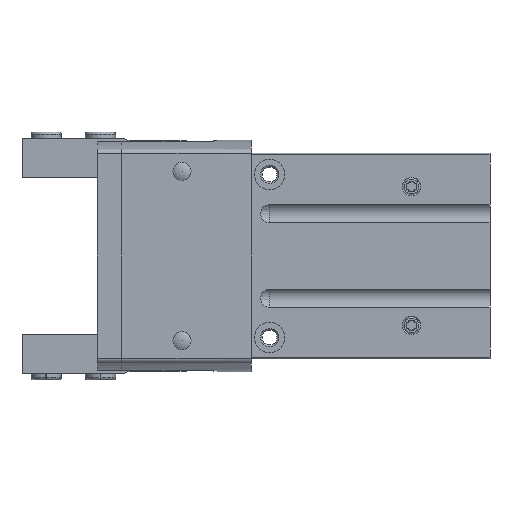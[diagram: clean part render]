
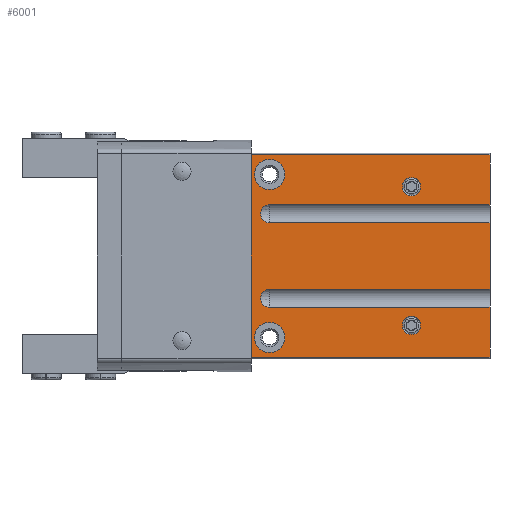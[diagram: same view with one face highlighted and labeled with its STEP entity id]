
A CAD part, left-side view. The second image highlights one B-rep face of the part: STEP entity #6001.
In plain terms, the highlighted planar face has unit normal (-1, 0, 0).
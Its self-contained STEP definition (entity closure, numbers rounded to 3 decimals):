
#189=PLANE('',#6529);
#378=LINE('',#9199,#854);
#385=LINE('',#9215,#861);
#403=LINE('',#9263,#879);
#445=LINE('',#9392,#921);
#447=LINE('',#9408,#923);
#448=LINE('',#9412,#924);
#449=LINE('',#9413,#925);
#450=LINE('',#9417,#926);
#451=LINE('',#9418,#927);
#452=LINE('',#9420,#928);
#854=VECTOR('',#7242,1000.);
#861=VECTOR('',#7251,1000.);
#879=VECTOR('',#7281,1000.);
#921=VECTOR('',#7395,1000.);
#923=VECTOR('',#7411,1000.);
#924=VECTOR('',#7414,1000.);
#925=VECTOR('',#7415,1000.);
#926=VECTOR('',#7418,1000.);
#927=VECTOR('',#7419,1000.);
#928=VECTOR('',#7420,1000.);
#1454=ORIENTED_EDGE('',*,*,#3093,.T.);
#1455=ORIENTED_EDGE('',*,*,#3094,.T.);
#1456=ORIENTED_EDGE('',*,*,#3095,.T.);
#1457=ORIENTED_EDGE('',*,*,#3096,.T.);
#1458=ORIENTED_EDGE('',*,*,#3001,.T.);
#1459=ORIENTED_EDGE('',*,*,#3097,.T.);
#1460=ORIENTED_EDGE('',*,*,#3098,.T.);
#1461=ORIENTED_EDGE('',*,*,#3099,.T.);
#1462=ORIENTED_EDGE('',*,*,#2993,.T.);
#1463=ORIENTED_EDGE('',*,*,#3100,.T.);
#1464=ORIENTED_EDGE('',*,*,#3101,.T.);
#1465=ORIENTED_EDGE('',*,*,#3102,.T.);
#1466=ORIENTED_EDGE('',*,*,#3025,.T.);
#1467=ORIENTED_EDGE('',*,*,#3103,.F.);
#1468=ORIENTED_EDGE('',*,*,#3104,.F.);
#1469=ORIENTED_EDGE('',*,*,#3089,.T.);
#2993=EDGE_CURVE('',#3820,#3819,#378,.T.);
#3001=EDGE_CURVE('',#3828,#3827,#385,.T.);
#3025=EDGE_CURVE('',#3852,#3851,#403,.T.);
#3089=EDGE_CURVE('',#3903,#3828,#445,.T.);
#3093=EDGE_CURVE('',#3906,#3906,#4438,.T.);
#3094=EDGE_CURVE('',#3907,#3907,#4439,.T.);
#3095=EDGE_CURVE('',#3908,#3908,#4440,.T.);
#3096=EDGE_CURVE('',#3909,#3909,#4441,.T.);
#3097=EDGE_CURVE('',#3827,#3910,#447,.T.);
#3098=EDGE_CURVE('',#3910,#3911,#4442,.T.);
#3099=EDGE_CURVE('',#3911,#3820,#448,.T.);
#3100=EDGE_CURVE('',#3819,#3912,#449,.T.);
#3101=EDGE_CURVE('',#3912,#3913,#4443,.T.);
#3102=EDGE_CURVE('',#3913,#3852,#450,.T.);
#3103=EDGE_CURVE('',#3914,#3851,#451,.T.);
#3104=EDGE_CURVE('',#3903,#3914,#452,.T.);
#3819=VERTEX_POINT('',#9198);
#3820=VERTEX_POINT('',#9200);
#3827=VERTEX_POINT('',#9214);
#3828=VERTEX_POINT('',#9216);
#3851=VERTEX_POINT('',#9262);
#3852=VERTEX_POINT('',#9264);
#3903=VERTEX_POINT('',#9393);
#3906=VERTEX_POINT('',#9401);
#3907=VERTEX_POINT('',#9403);
#3908=VERTEX_POINT('',#9405);
#3909=VERTEX_POINT('',#9407);
#3910=VERTEX_POINT('',#9409);
#3911=VERTEX_POINT('',#9411);
#3912=VERTEX_POINT('',#9414);
#3913=VERTEX_POINT('',#9416);
#3914=VERTEX_POINT('',#9419);
#4438=CIRCLE('',#6530,1.5);
#4439=CIRCLE('',#6531,1.5);
#4440=CIRCLE('',#6532,2.5);
#4441=CIRCLE('',#6533,2.5);
#4442=CIRCLE('',#6534,1.5);
#4443=CIRCLE('',#6535,1.5);
#4754=EDGE_LOOP('',(#1454));
#4755=EDGE_LOOP('',(#1455));
#4756=EDGE_LOOP('',(#1456));
#4757=EDGE_LOOP('',(#1457));
#4758=EDGE_LOOP('',(#1458,#1459,#1460,#1461,#1462,#1463,#1464,#1465,#1466,
#1467,#1468,#1469));
#5312=FACE_BOUND('',#4754,.T.);
#5313=FACE_BOUND('',#4755,.T.);
#5314=FACE_BOUND('',#4756,.T.);
#5315=FACE_BOUND('',#4757,.T.);
#5316=FACE_BOUND('',#4758,.T.);
#6001=ADVANCED_FACE('',(#5312,#5313,#5314,#5315,#5316),#189,.F.);
#6529=AXIS2_PLACEMENT_3D('',#9399,#7401,#7402);
#6530=AXIS2_PLACEMENT_3D('',#9400,#7403,#7404);
#6531=AXIS2_PLACEMENT_3D('',#9402,#7405,#7406);
#6532=AXIS2_PLACEMENT_3D('',#9404,#7407,#7408);
#6533=AXIS2_PLACEMENT_3D('',#9406,#7409,#7410);
#6534=AXIS2_PLACEMENT_3D('',#9410,#7412,#7413);
#6535=AXIS2_PLACEMENT_3D('',#9415,#7416,#7417);
#7242=DIRECTION('',(0.,0.,1.));
#7251=DIRECTION('',(0.,0.,1.));
#7281=DIRECTION('',(0.,0.,1.));
#7395=DIRECTION('',(0.,-1.,0.));
#7401=DIRECTION('',(1.,0.,0.));
#7402=DIRECTION('',(0.,0.,-1.));
#7403=DIRECTION('',(1.,0.,0.));
#7404=DIRECTION('',(0.,0.,-1.));
#7405=DIRECTION('',(1.,0.,0.));
#7406=DIRECTION('',(0.,0.,-1.));
#7407=DIRECTION('',(1.,0.,0.));
#7408=DIRECTION('',(0.,0.,-1.));
#7409=DIRECTION('',(1.,0.,0.));
#7410=DIRECTION('',(0.,0.,-1.));
#7411=DIRECTION('',(0.,1.,0.));
#7412=DIRECTION('',(1.,0.,0.));
#7413=DIRECTION('',(0.,0.,-1.));
#7414=DIRECTION('',(0.,-1.,0.));
#7415=DIRECTION('',(0.,1.,0.));
#7416=DIRECTION('',(1.,0.,0.));
#7417=DIRECTION('',(0.,0.,-1.));
#7418=DIRECTION('',(0.,-1.,0.));
#7419=DIRECTION('',(0.,-1.,0.));
#7420=DIRECTION('',(0.,0.,1.));
#9198=CARTESIAN_POINT('',(-10.,-8.5,5.5));
#9199=CARTESIAN_POINT('',(-10.,-8.5,-16.75));
#9200=CARTESIAN_POINT('',(-10.,-8.5,-5.5));
#9214=CARTESIAN_POINT('',(-10.,-8.5,-8.5));
#9215=CARTESIAN_POINT('',(-10.,-8.5,-16.75));
#9216=CARTESIAN_POINT('',(-10.,-8.5,-16.75));
#9262=CARTESIAN_POINT('',(-10.,-8.5,16.75));
#9263=CARTESIAN_POINT('',(-10.,-8.5,-16.75));
#9264=CARTESIAN_POINT('',(-10.,-8.5,8.5));
#9392=CARTESIAN_POINT('',(-10.,31.,-16.75));
#9393=CARTESIAN_POINT('',(-10.,31.,-16.75));
#9399=CARTESIAN_POINT('',(-10.,31.,-16.75));
#9400=CARTESIAN_POINT('',(-10.,4.5,11.5));
#9401=CARTESIAN_POINT('',(-10.,4.5,10.));
#9402=CARTESIAN_POINT('',(-10.,4.5,-11.5));
#9403=CARTESIAN_POINT('',(-10.,4.5,-13.));
#9404=CARTESIAN_POINT('',(-10.,28.,13.5));
#9405=CARTESIAN_POINT('',(-10.,28.,11.));
#9406=CARTESIAN_POINT('',(-10.,28.,-13.5));
#9407=CARTESIAN_POINT('',(-10.,28.,-16.));
#9408=CARTESIAN_POINT('',(-10.,31.,-8.5));
#9409=CARTESIAN_POINT('',(-10.,28.,-8.5));
#9410=CARTESIAN_POINT('',(-10.,28.,-7.));
#9411=CARTESIAN_POINT('',(-10.,28.,-5.5));
#9412=CARTESIAN_POINT('',(-10.,31.,-5.5));
#9413=CARTESIAN_POINT('',(-10.,31.,5.5));
#9414=CARTESIAN_POINT('',(-10.,28.,5.5));
#9415=CARTESIAN_POINT('',(-10.,28.,7.));
#9416=CARTESIAN_POINT('',(-10.,28.,8.5));
#9417=CARTESIAN_POINT('',(-10.,31.,8.5));
#9418=CARTESIAN_POINT('',(-10.,31.,16.75));
#9419=CARTESIAN_POINT('',(-10.,31.,16.75));
#9420=CARTESIAN_POINT('',(-10.,31.,-16.75));
